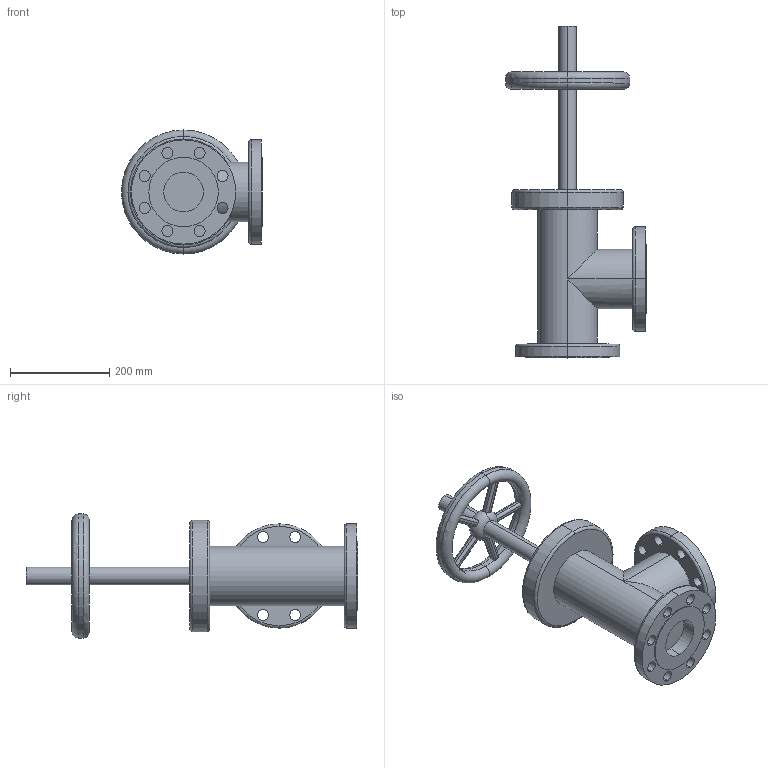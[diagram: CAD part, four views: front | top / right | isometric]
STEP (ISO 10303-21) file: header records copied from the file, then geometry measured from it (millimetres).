
FILE_DESCRIPTION (( 'STEP AP203' ), '1' );
FILE_NAME ('OEM-2953-SHL_REV_.step', '2026-01-19T23:17:44', ( '' ), ( '' ), 'SwSTEP 2.0', 'SolidWorks 2025', '' );
FILE_SCHEMA (( 'CONFIG_CONTROL_DESIGN' ));
Length unit declared in the file: millimetre
Products named in the file (1): OEM-2953-SHL_REV_
Bounding box: 284 x 669 x 250 mm (x, y, z)
Volume: 7546643.6 mm3; surface area: 541521.1 mm2
Topology: 1 solids, 1 shells, 128 faces, 347 edges, 224 vertices
Faces by surface type: cylinder 84, plane 30, torus 14
Entity records: 5082 total; most frequent: CARTESIAN_POINT 1692, DIRECTION 695, ORIENTED_EDGE 694, EDGE_CURVE 347, AXIS2_PLACEMENT_3D 293, VERTEX_POINT 224, EDGE_LOOP 173, CIRCLE 164
